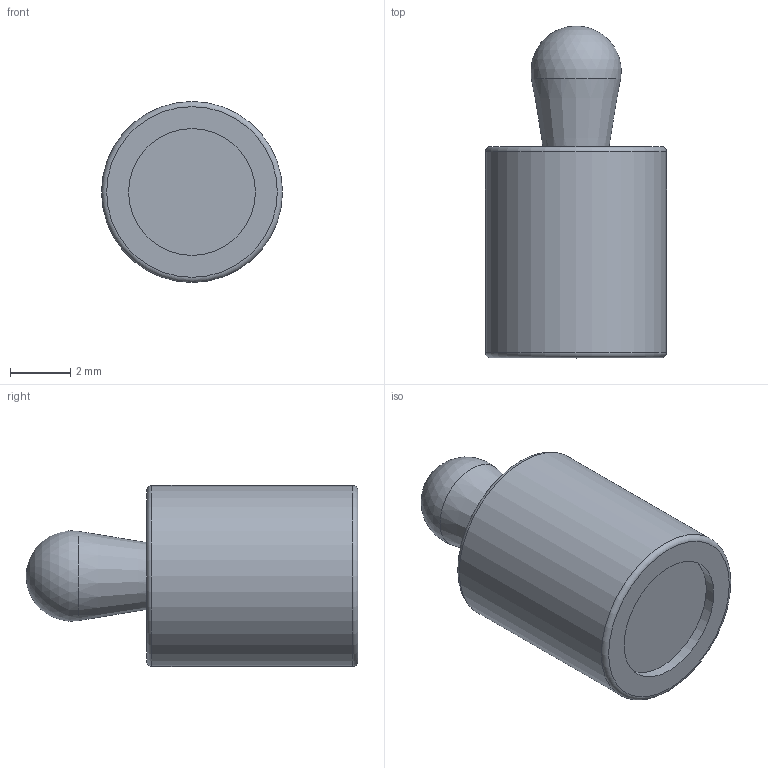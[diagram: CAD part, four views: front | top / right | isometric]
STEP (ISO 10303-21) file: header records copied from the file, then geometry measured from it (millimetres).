
FILE_DESCRIPTION( ( 'STEP AP214' ), '1' );
FILE_NAME( 'K0368.22034_0.stp', '2020-12-03T11:52:08', ( '' ), ( '' ), ' ', 'PARTsolutions', ' ' );
FILE_SCHEMA( ( 'AUTOMOTIVE_DESIGN { 1 0 10303 214 1 1 1 1 }' ) );
Length unit declared in the file: millimetre
Products named in the file (1): _K0368.22034_0
Bounding box: 6 x 11 x 6 mm (x, y, z)
Volume: 171.2 mm3; surface area: 293.6 mm2
Topology: 1 solids, 2 shells, 14 faces, 23 edges, 15 vertices
Faces by surface type: plane 6, cylinder 4, torus 2, cone 1, sphere 1
Full cylindrical faces by diameter (mm): 4.2 x3, 6 x1
Entity records: 394 total; most frequent: DIRECTION 54, CARTESIAN_POINT 40, AXIS2_PLACEMENT_3D 27, EDGE_LOOP 24, ORIENTED_EDGE 24, FACE_OUTER_BOUND 20, STYLED_ITEM 14, PRESENTATION_STYLE_ASSIGNMENT 14
